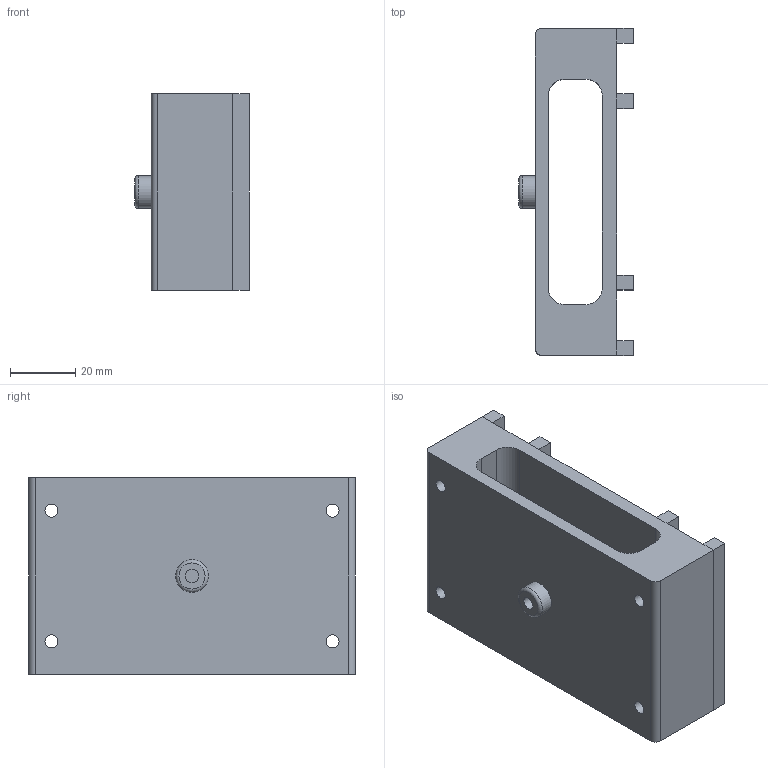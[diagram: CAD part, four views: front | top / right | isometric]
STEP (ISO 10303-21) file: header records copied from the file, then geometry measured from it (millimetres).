
FILE_DESCRIPTION(('FreeCAD Model'),'2;1');
FILE_NAME('Open CASCADE Shape Model','2024-03-02T01:16:00',('Author'),( ''),'Open CASCADE STEP processor 7.5','FreeCAD','Unknown');
FILE_SCHEMA(('AUTOMOTIVE_DESIGN { 1 0 10303 214 1 1 1 1 }'));
Length unit declared in the file: millimetre
Products named in the file (1): Body006
Bounding box: 35 x 100 x 60 mm (x, y, z)
Volume: 87291.1 mm3; surface area: 31371.7 mm2
Topology: 1 solids, 1 shells, 47 faces, 114 edges, 70 vertices
Faces by surface type: plane 33, cylinder 13, torus 1
Full cylindrical faces by diameter (mm): 4 x6, 10 x1
Entity records: 2897 total; most frequent: CARTESIAN_POINT 496, DIRECTION 459, LINE 291, VECTOR 291, ORIENTED_EDGE 228, PCURVE 228, DEFINITIONAL_REPRESENTATION 228, EDGE_CURVE 114
